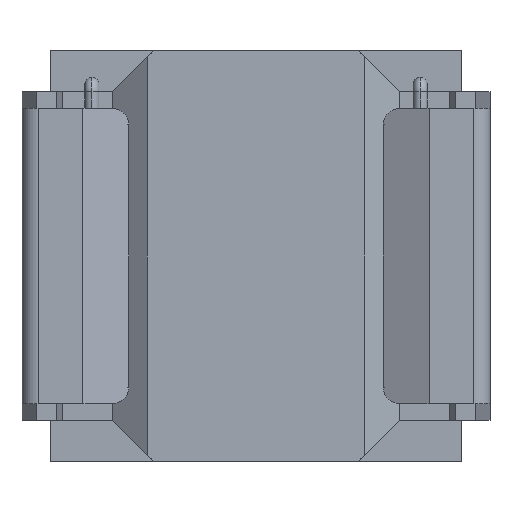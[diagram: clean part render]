
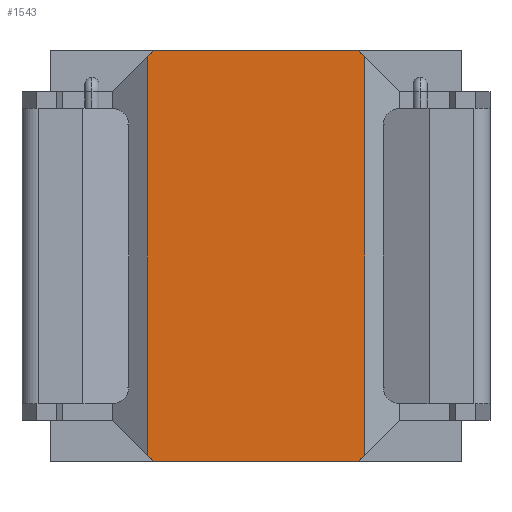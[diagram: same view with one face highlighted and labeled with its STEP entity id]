
A CAD part, front view. The second image highlights one B-rep face of the part: STEP entity #1543.
In plain terms, the highlighted planar face has unit normal (0, -1, 0).
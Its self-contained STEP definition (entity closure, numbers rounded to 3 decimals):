
#55 = VECTOR ( 'NONE', #1008, 1000. ) ;
#158 = VECTOR ( 'NONE', #2914, 1000. ) ;
#173 = DIRECTION ( 'NONE',  ( -0.707, 0., 0.707 ) ) ;
#292 = CARTESIAN_POINT ( 'NONE',  ( -1.25, 0.1, 2.5 ) ) ;
#382 = EDGE_CURVE ( 'NONE', #1810, #3283, #1780, .T. ) ;
#449 = VERTEX_POINT ( 'NONE', #3134 ) ;
#472 = DIRECTION ( 'NONE',  ( 0., -1., 0. ) ) ;
#498 = ORIENTED_EDGE ( 'NONE', *, *, #1385, .T. ) ;
#505 = EDGE_CURVE ( 'NONE', #449, #902, #2901, .T. ) ;
#659 = EDGE_CURVE ( 'NONE', #3328, #2212, #1220, .T. ) ;
#701 = CARTESIAN_POINT ( 'NONE',  ( -1.25, 0.1, -2.5 ) ) ;
#776 = ORIENTED_EDGE ( 'NONE', *, *, #659, .T. ) ;
#807 = EDGE_CURVE ( 'NONE', #2991, #1810, #1858, .T. ) ;
#840 = DIRECTION ( 'NONE',  ( -1., 0., 0. ) ) ;
#879 = LINE ( 'NONE', #2149, #55 ) ;
#902 = VERTEX_POINT ( 'NONE', #2629 ) ;
#1008 = DIRECTION ( 'NONE',  ( 1., 0., 0. ) ) ;
#1039 = PLANE ( 'NONE',  #2378 ) ;
#1121 = CARTESIAN_POINT ( 'NONE',  ( -2.85, 0.1, -2.5 ) ) ;
#1220 = LINE ( 'NONE', #2185, #2262 ) ;
#1225 = VECTOR ( 'NONE', #840, 1000. ) ;
#1269 = LINE ( 'NONE', #2954, #2309 ) ;
#1344 = EDGE_CURVE ( 'NONE', #902, #3283, #2794, .T. ) ;
#1385 = EDGE_CURVE ( 'NONE', #2991, #3328, #1269, .T. ) ;
#1427 = DIRECTION ( 'NONE',  ( 0., 0., -1. ) ) ;
#1485 = CARTESIAN_POINT ( 'NONE',  ( 1.25, 0.1, -2.5 ) ) ;
#1503 = CARTESIAN_POINT ( 'NONE',  ( -1.875, 0.1, -1.875 ) ) ;
#1543 = ADVANCED_FACE ( 'NONE', ( #2742 ), #1039, .T. ) ;
#1583 = VECTOR ( 'NONE', #3542, 1000. ) ;
#1780 = LINE ( 'NONE', #1121, #1225 ) ;
#1810 = VERTEX_POINT ( 'NONE', #1485 ) ;
#1858 = LINE ( 'NONE', #3095, #2083 ) ;
#1888 = DIRECTION ( 'NONE',  ( 0., 0., -1. ) ) ;
#2055 = ORIENTED_EDGE ( 'NONE', *, *, #382, .F. ) ;
#2083 = VECTOR ( 'NONE', #3385, 1000. ) ;
#2091 = DIRECTION ( 'NONE',  ( 0., 0., 1. ) ) ;
#2120 = CARTESIAN_POINT ( 'NONE',  ( 1.322, 0.1, -2.428 ) ) ;
#2149 = CARTESIAN_POINT ( 'NONE',  ( -2.85, 0.1, 2.5 ) ) ;
#2165 = EDGE_CURVE ( 'NONE', #449, #3658, #2345, .T. ) ;
#2185 = CARTESIAN_POINT ( 'NONE',  ( 1.875, 0.1, 1.875 ) ) ;
#2212 = VERTEX_POINT ( 'NONE', #3606 ) ;
#2262 = VECTOR ( 'NONE', #173, 1000. ) ;
#2309 = VECTOR ( 'NONE', #2091, 1000. ) ;
#2331 = ORIENTED_EDGE ( 'NONE', *, *, #505, .T. ) ;
#2345 = LINE ( 'NONE', #3315, #1583 ) ;
#2378 = AXIS2_PLACEMENT_3D ( 'NONE', #3603, #472, #1888 ) ;
#2527 = EDGE_LOOP ( 'NONE', ( #3683, #2331, #3071, #2055, #3188, #498, #776, #3530 ) ) ;
#2565 = CARTESIAN_POINT ( 'NONE',  ( -1.322, 0.1, -2. ) ) ;
#2629 = CARTESIAN_POINT ( 'NONE',  ( -1.322, 0.1, -2.428 ) ) ;
#2742 = FACE_OUTER_BOUND ( 'NONE', #2527, .T. ) ;
#2752 = VECTOR ( 'NONE', #1427, 1000. ) ;
#2794 = LINE ( 'NONE', #1503, #158 ) ;
#2901 = LINE ( 'NONE', #2565, #2752 ) ;
#2914 = DIRECTION ( 'NONE',  ( 0.707, 0., -0.707 ) ) ;
#2954 = CARTESIAN_POINT ( 'NONE',  ( 1.322, 0.1, 0. ) ) ;
#2991 = VERTEX_POINT ( 'NONE', #2120 ) ;
#3071 = ORIENTED_EDGE ( 'NONE', *, *, #1344, .T. ) ;
#3095 = CARTESIAN_POINT ( 'NONE',  ( 1.875, 0.1, -1.875 ) ) ;
#3134 = CARTESIAN_POINT ( 'NONE',  ( -1.322, 0.1, 2.428 ) ) ;
#3188 = ORIENTED_EDGE ( 'NONE', *, *, #807, .F. ) ;
#3283 = VERTEX_POINT ( 'NONE', #701 ) ;
#3302 = EDGE_CURVE ( 'NONE', #3658, #2212, #879, .T. ) ;
#3315 = CARTESIAN_POINT ( 'NONE',  ( -1.875, 0.1, 1.875 ) ) ;
#3328 = VERTEX_POINT ( 'NONE', #3560 ) ;
#3385 = DIRECTION ( 'NONE',  ( -0.707, 0., -0.707 ) ) ;
#3530 = ORIENTED_EDGE ( 'NONE', *, *, #3302, .F. ) ;
#3542 = DIRECTION ( 'NONE',  ( 0.707, 0., 0.707 ) ) ;
#3560 = CARTESIAN_POINT ( 'NONE',  ( 1.322, 0.1, 2.428 ) ) ;
#3603 = CARTESIAN_POINT ( 'NONE',  ( 0., 0.1, 0. ) ) ;
#3606 = CARTESIAN_POINT ( 'NONE',  ( 1.25, 0.1, 2.5 ) ) ;
#3658 = VERTEX_POINT ( 'NONE', #292 ) ;
#3683 = ORIENTED_EDGE ( 'NONE', *, *, #2165, .F. ) ;
